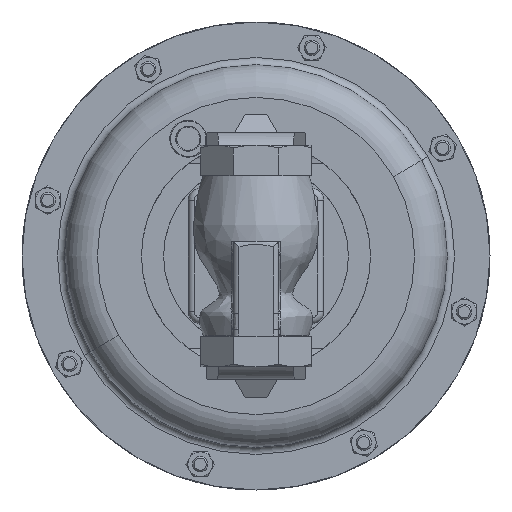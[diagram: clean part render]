
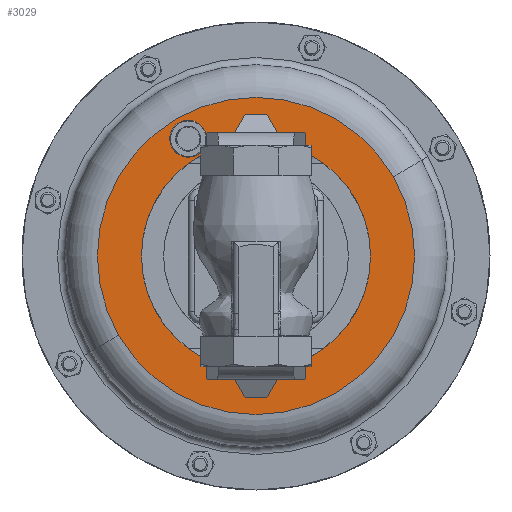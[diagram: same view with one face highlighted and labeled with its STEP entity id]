
A CAD part, front view. The second image highlights one B-rep face of the part: STEP entity #3029.
In plain terms, the highlighted planar face has unit normal (0, -1, 0).
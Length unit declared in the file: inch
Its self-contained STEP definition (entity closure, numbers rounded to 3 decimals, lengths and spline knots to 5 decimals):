
#450 = EDGE_CURVE ( 'NONE', #22485, #10139, #22169, .T. ) ;
#644 = CARTESIAN_POINT ( 'NONE',  ( -1.00023, 7.835, 0.14463 ) ) ;
#1130 = ORIENTED_EDGE ( 'NONE', *, *, #20648, .F. ) ;
#1744 = DIRECTION ( 'NONE',  ( 0., 1., 0. ) ) ;
#2444 = AXIS2_PLACEMENT_3D ( 'NONE', #15318, #24845, #11465 ) ;
#2831 = ORIENTED_EDGE ( 'NONE', *, *, #17378, .T. ) ;
#3029 = ADVANCED_FACE ( 'NONE', ( #13120, #18857, #23336 ), #17242, .T. ) ;
#3048 = AXIS2_PLACEMENT_3D ( 'NONE', #18419, #6923, #20359 ) ;
#3339 = CARTESIAN_POINT ( 'NONE',  ( 0., 7.835, -2.25 ) ) ;
#3717 = VERTEX_POINT ( 'NONE', #16172 ) ;
#4259 = CIRCLE ( 'NONE', #7724, 2.325 ) ;
#4296 = EDGE_LOOP ( 'NONE', ( #19053, #18878 ) ) ;
#4324 = AXIS2_PLACEMENT_3D ( 'NONE', #19092, #17741, #12082 ) ;
#4513 = CARTESIAN_POINT ( 'NONE',  ( -1.375, 7.835, 0.13157 ) ) ;
#4595 = CIRCLE ( 'NONE', #12874, 2.325 ) ;
#4745 = DIRECTION ( 'NONE',  ( -0.999, 0., -0.035 ) ) ;
#5288 = DIRECTION ( 'NONE',  ( 1., 0., 0. ) ) ;
#6431 = DIRECTION ( 'NONE',  ( -0.999, 0., -0.035 ) ) ;
#6509 = VERTEX_POINT ( 'NONE', #12826 ) ;
#6594 = DIRECTION ( 'NONE',  ( 0., 1., 0. ) ) ;
#6644 = EDGE_CURVE ( 'NONE', #16620, #11003, #11798, .T. ) ;
#6923 = DIRECTION ( 'NONE',  ( 0., 1., 0. ) ) ;
#7254 = CARTESIAN_POINT ( 'NONE',  ( -1.74977, 7.835, 0.11851 ) ) ;
#7724 = AXIS2_PLACEMENT_3D ( 'NONE', #13257, #1744, #15194 ) ;
#8206 = CARTESIAN_POINT ( 'NONE',  ( -2.78774, 7.835, -3.8595 ) ) ;
#8369 = CARTESIAN_POINT ( 'NONE',  ( -1.375, 7.835, 0.13157 ) ) ;
#8794 = ORIENTED_EDGE ( 'NONE', *, *, #6644, .F. ) ;
#10139 = VERTEX_POINT ( 'NONE', #644 ) ;
#11003 = VERTEX_POINT ( 'NONE', #22262 ) ;
#11465 = DIRECTION ( 'NONE',  ( 0.866, 0., 0.5 ) ) ;
#11606 = ORIENTED_EDGE ( 'NONE', *, *, #18527, .T. ) ;
#11798 = CIRCLE ( 'NONE', #4324, 3.219 ) ;
#12000 = CIRCLE ( 'NONE', #3048, 3.219 ) ;
#12082 = DIRECTION ( 'NONE',  ( -0.866, 0., -0.5 ) ) ;
#12826 = CARTESIAN_POINT ( 'NONE',  ( 2.325, 7.835, -2.25 ) ) ;
#12874 = AXIS2_PLACEMENT_3D ( 'NONE', #3339, #16779, #5288 ) ;
#13120 = FACE_BOUND ( 'NONE', #15784, .T. ) ;
#13257 = CARTESIAN_POINT ( 'NONE',  ( 0., 7.835, -2.25 ) ) ;
#15194 = DIRECTION ( 'NONE',  ( 1., 0., 0. ) ) ;
#15318 = CARTESIAN_POINT ( 'NONE',  ( -1.6095, 7.835, 0.53774 ) ) ;
#15784 = EDGE_LOOP ( 'NONE', ( #11606, #2831 ) ) ;
#16172 = CARTESIAN_POINT ( 'NONE',  ( -2.325, 7.835, -2.25 ) ) ;
#16620 = VERTEX_POINT ( 'NONE', #8206 ) ;
#16779 = DIRECTION ( 'NONE',  ( 0., 1., 0. ) ) ;
#17045 = AXIS2_PLACEMENT_3D ( 'NONE', #4513, #17950, #6431 ) ;
#17242 = PLANE ( 'NONE',  #2444 ) ;
#17378 = EDGE_CURVE ( 'NONE', #3717, #6509, #4595, .T. ) ;
#17741 = DIRECTION ( 'NONE',  ( 0., 1., 0. ) ) ;
#17950 = DIRECTION ( 'NONE',  ( 0., 1., 0. ) ) ;
#18419 = CARTESIAN_POINT ( 'NONE',  ( 0., 7.835, -2.25 ) ) ;
#18527 = EDGE_CURVE ( 'NONE', #6509, #3717, #4259, .T. ) ;
#18857 = FACE_OUTER_BOUND ( 'NONE', #20029, .T. ) ;
#18878 = ORIENTED_EDGE ( 'NONE', *, *, #19269, .T. ) ;
#19053 = ORIENTED_EDGE ( 'NONE', *, *, #450, .T. ) ;
#19092 = CARTESIAN_POINT ( 'NONE',  ( 0., 7.835, -2.25 ) ) ;
#19269 = EDGE_CURVE ( 'NONE', #10139, #22485, #22250, .T. ) ;
#20029 = EDGE_LOOP ( 'NONE', ( #8794, #1130 ) ) ;
#20359 = DIRECTION ( 'NONE',  ( -0.866, 0., -0.5 ) ) ;
#20648 = EDGE_CURVE ( 'NONE', #11003, #16620, #12000, .T. ) ;
#22169 = CIRCLE ( 'NONE', #23967, 0.375 ) ;
#22250 = CIRCLE ( 'NONE', #17045, 0.375 ) ;
#22262 = CARTESIAN_POINT ( 'NONE',  ( 2.78774, 7.835, -0.6405 ) ) ;
#22485 = VERTEX_POINT ( 'NONE', #7254 ) ;
#23336 = FACE_BOUND ( 'NONE', #4296, .T. ) ;
#23967 = AXIS2_PLACEMENT_3D ( 'NONE', #8369, #6594, #4745 ) ;
#24845 = DIRECTION ( 'NONE',  ( 0., -1., 0. ) ) ;
